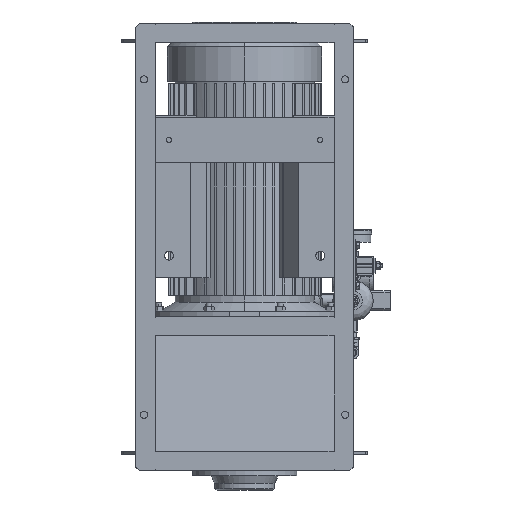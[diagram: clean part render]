
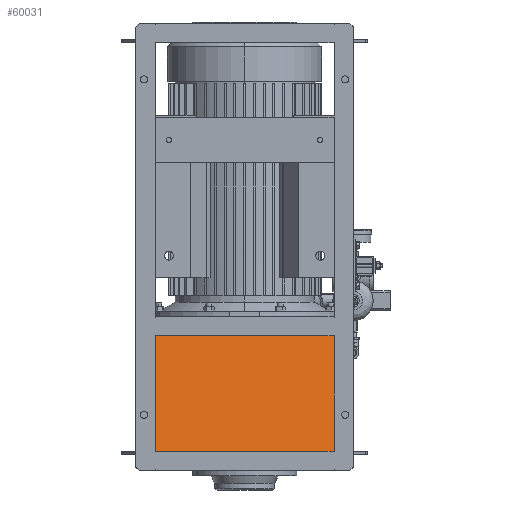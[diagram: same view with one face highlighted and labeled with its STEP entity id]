
A CAD part, front view. The second image highlights one B-rep face of the part: STEP entity #60031.
In plain terms, the highlighted planar face has unit normal (0, -0.985, 0.175).
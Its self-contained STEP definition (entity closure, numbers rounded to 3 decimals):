
#3935 = CARTESIAN_POINT ( 'NONE',  ( 240., -353.969, -97.472 ) ) ;
#14792 = PLANE ( 'NONE',  #52950 ) ;
#16343 = VECTOR ( 'NONE', #93853, 1000. ) ;
#19543 = CARTESIAN_POINT ( 'NONE',  ( -240., -298.969, 212. ) ) ;
#29246 = CARTESIAN_POINT ( 'NONE',  ( 240., -298.969, 212. ) ) ;
#29801 = VERTEX_POINT ( 'NONE', #19543 ) ;
#43822 = VECTOR ( 'NONE', #74593, 1000. ) ;
#52950 = AXIS2_PLACEMENT_3D ( 'NONE', #86056, #77797, #114217 ) ;
#54492 = ORIENTED_EDGE ( 'NONE', *, *, #58034, .F. ) ;
#54856 = LINE ( 'NONE', #29246, #43822 ) ;
#55471 = DIRECTION ( 'NONE',  ( 0., -0.175, -0.985 ) ) ;
#58034 = EDGE_CURVE ( 'NONE', #77995, #115652, #88916, .T. ) ;
#58892 = ORIENTED_EDGE ( 'NONE', *, *, #76730, .T. ) ;
#60031 = ADVANCED_FACE ( 'NONE', ( #63328 ), #14792, .F. ) ;
#63328 = FACE_OUTER_BOUND ( 'NONE', #65700, .T. ) ;
#64072 = CARTESIAN_POINT ( 'NONE',  ( -240., -353.969, -97.472 ) ) ;
#64855 = VERTEX_POINT ( 'NONE', #109288 ) ;
#65700 = EDGE_LOOP ( 'NONE', ( #74967, #58892, #82052, #54492 ) ) ;
#66469 = CARTESIAN_POINT ( 'NONE',  ( 240., -353.969, -97.472 ) ) ;
#67920 = VECTOR ( 'NONE', #99452, 1000. ) ;
#72100 = CARTESIAN_POINT ( 'NONE',  ( 240., -353.969, -97.472 ) ) ;
#74593 = DIRECTION ( 'NONE',  ( -1., 0., 0. ) ) ;
#74967 = ORIENTED_EDGE ( 'NONE', *, *, #102200, .T. ) ;
#76730 = EDGE_CURVE ( 'NONE', #29801, #64855, #86785, .T. ) ;
#77797 = DIRECTION ( 'NONE',  ( 0., 0.985, -0.175 ) ) ;
#77995 = VERTEX_POINT ( 'NONE', #81337 ) ;
#81337 = CARTESIAN_POINT ( 'NONE',  ( 240., -298.969, 212. ) ) ;
#82052 = ORIENTED_EDGE ( 'NONE', *, *, #105542, .F. ) ;
#86056 = CARTESIAN_POINT ( 'NONE',  ( 240., -353.969, -97.472 ) ) ;
#86785 = LINE ( 'NONE', #64072, #107769 ) ;
#88916 = LINE ( 'NONE', #72100, #67920 ) ;
#93853 = DIRECTION ( 'NONE',  ( -1., 0., 0. ) ) ;
#94808 = LINE ( 'NONE', #66469, #16343 ) ;
#99452 = DIRECTION ( 'NONE',  ( 0., -0.175, -0.985 ) ) ;
#102200 = EDGE_CURVE ( 'NONE', #77995, #29801, #54856, .T. ) ;
#105542 = EDGE_CURVE ( 'NONE', #115652, #64855, #94808, .T. ) ;
#107769 = VECTOR ( 'NONE', #55471, 1000. ) ;
#109288 = CARTESIAN_POINT ( 'NONE',  ( -240., -353.969, -97.472 ) ) ;
#114217 = DIRECTION ( 'NONE',  ( 0., 0.175, 0.985 ) ) ;
#115652 = VERTEX_POINT ( 'NONE', #3935 ) ;
